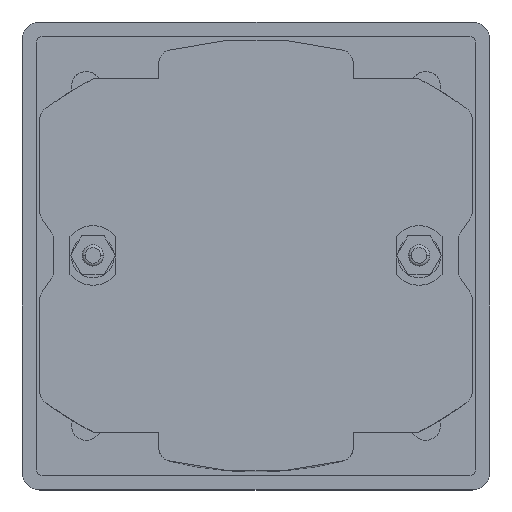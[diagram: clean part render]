
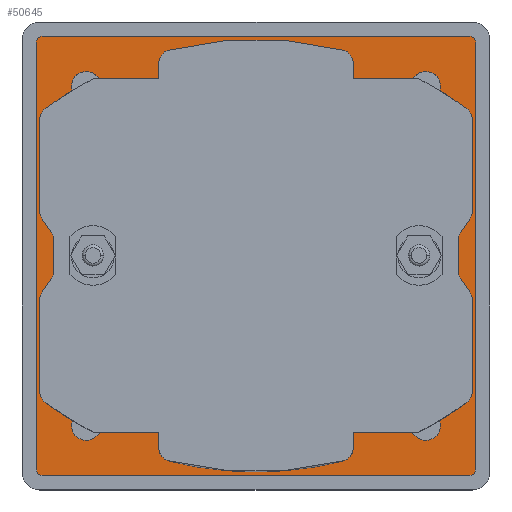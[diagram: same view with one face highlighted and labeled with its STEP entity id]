
A CAD part, top view. The second image highlights one B-rep face of the part: STEP entity #50645.
In plain terms, the highlighted planar face has unit normal (0, 0, 1).
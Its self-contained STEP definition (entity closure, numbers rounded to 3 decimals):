
#49328=CARTESIAN_POINT('',(54.971,40.035,
-35.929));
#49329=DIRECTION('',(0.,0.,-1.));
#49330=DIRECTION('',(0.,1.,0.));
#49331=AXIS2_PLACEMENT_3D('',#49328,#49329,#49330);
#49336=DIRECTION('',(0.,-1.,0.));
#49337=VECTOR('',#49336,60.18);
#49338=CARTESIAN_POINT('',(55.974,40.035,
-35.929));
#49339=LINE('',#49338,#49337);
#49343=CARTESIAN_POINT('',(54.971,-20.145,
-35.929));
#49344=DIRECTION('',(0.,0.,-1.));
#49345=DIRECTION('',(1.,0.,0.));
#49346=AXIS2_PLACEMENT_3D('',#49343,#49344,#49345);
#49351=DIRECTION('',(-1.,0.,0.));
#49352=VECTOR('',#49351,60.18);
#49353=CARTESIAN_POINT('',(54.971,-21.148,
-35.929));
#49354=LINE('',#49353,#49352);
#49358=CARTESIAN_POINT('',(-5.209,-20.145,
-35.929));
#49359=DIRECTION('',(0.,0.,-1.));
#49360=DIRECTION('',(0.,-1.,0.));
#49361=AXIS2_PLACEMENT_3D('',#49358,#49359,#49360);
#49366=DIRECTION('',(0.,1.,0.));
#49367=VECTOR('',#49366,60.18);
#49368=CARTESIAN_POINT('',(-6.212,-20.145,
-35.929));
#49369=LINE('',#49368,#49367);
#49373=CARTESIAN_POINT('',(-5.209,40.035,
-35.929));
#49374=DIRECTION('',(0.,0.,-1.));
#49375=DIRECTION('',(-1.,0.,0.));
#49376=AXIS2_PLACEMENT_3D('',#49373,#49374,#49375);
#49381=DIRECTION('',(1.,0.,0.));
#49382=VECTOR('',#49381,60.18);
#49383=CARTESIAN_POINT('',(-5.209,41.038,
-35.929));
#49384=LINE('',#49383,#49382);
#49388=CARTESIAN_POINT('',(24.881,9.945,
-35.929));
#49389=DIRECTION('',(0.,0.,1.));
#49390=DIRECTION('',(1.,0.,0.));
#49391=AXIS2_PLACEMENT_3D('',#49388,#49389,#49390);
#49396=CARTESIAN_POINT('',(24.881,9.945,
-35.929));
#49397=DIRECTION('',(0.,0.,1.));
#49398=DIRECTION('',(-1.,0.,0.));
#49399=AXIS2_PLACEMENT_3D('',#49396,#49397,#49398);
#49404=CARTESIAN_POINT('',(0.881,33.945,-35.929));
#49405=DIRECTION('',(0.,0.,1.));
#49406=DIRECTION('',(1.,0.,0.));
#49407=AXIS2_PLACEMENT_3D('',#49404,#49405,#49406);
#49412=CARTESIAN_POINT('',(0.881,33.945,-35.929));
#49413=DIRECTION('',(0.,0.,1.));
#49414=DIRECTION('',(-1.,0.,0.));
#49415=AXIS2_PLACEMENT_3D('',#49412,#49413,#49414);
#49420=CARTESIAN_POINT('',(48.881,33.945,
-35.929));
#49421=DIRECTION('',(0.,0.,1.));
#49422=DIRECTION('',(1.,0.,0.));
#49423=AXIS2_PLACEMENT_3D('',#49420,#49421,#49422);
#49428=CARTESIAN_POINT('',(48.881,33.945,
-35.929));
#49429=DIRECTION('',(0.,0.,1.));
#49430=DIRECTION('',(-1.,0.,0.));
#49431=AXIS2_PLACEMENT_3D('',#49428,#49429,#49430);
#49436=CARTESIAN_POINT('',(48.881,-14.055,
-35.929));
#49437=DIRECTION('',(0.,0.,1.));
#49438=DIRECTION('',(1.,0.,0.));
#49439=AXIS2_PLACEMENT_3D('',#49436,#49437,#49438);
#49444=CARTESIAN_POINT('',(48.881,-14.055,
-35.929));
#49445=DIRECTION('',(0.,0.,1.));
#49446=DIRECTION('',(-1.,0.,0.));
#49447=AXIS2_PLACEMENT_3D('',#49444,#49445,#49446);
#49452=CARTESIAN_POINT('',(0.881,-14.055,-35.929));
#49453=DIRECTION('',(0.,0.,1.));
#49454=DIRECTION('',(1.,0.,0.));
#49455=AXIS2_PLACEMENT_3D('',#49452,#49453,#49454);
#49460=CARTESIAN_POINT('',(0.881,-14.055,-35.929));
#49461=DIRECTION('',(0.,0.,1.));
#49462=DIRECTION('',(-1.,0.,0.));
#49463=AXIS2_PLACEMENT_3D('',#49460,#49461,#49462);
#50400=CARTESIAN_POINT('',(54.971,41.038,
-35.929));
#50401=CARTESIAN_POINT('',(55.974,40.035,
-35.929));
#50402=VERTEX_POINT('',#50400);
#50403=VERTEX_POINT('',#50401);
#50404=CARTESIAN_POINT('',(55.974,-20.145,
-35.929));
#50405=VERTEX_POINT('',#50404);
#50406=CARTESIAN_POINT('',(54.971,-21.148,
-35.929));
#50407=VERTEX_POINT('',#50406);
#50408=CARTESIAN_POINT('',(-5.209,-21.148,
-35.929));
#50409=VERTEX_POINT('',#50408);
#50410=CARTESIAN_POINT('',(-6.212,-20.145,
-35.929));
#50411=VERTEX_POINT('',#50410);
#50412=CARTESIAN_POINT('',(-6.212,40.035,
-35.929));
#50413=VERTEX_POINT('',#50412);
#50414=CARTESIAN_POINT('',(-5.209,41.038,
-35.929));
#50415=VERTEX_POINT('',#50414);
#50416=CARTESIAN_POINT('',(53.165,9.945,
-35.929));
#50417=CARTESIAN_POINT('',(-3.404,9.945,
-35.929));
#50418=VERTEX_POINT('',#50416);
#50419=VERTEX_POINT('',#50417);
#50420=CARTESIAN_POINT('',(2.981,33.945,
-35.929));
#50421=CARTESIAN_POINT('',(-1.219,33.945,
-35.929));
#50422=VERTEX_POINT('',#50420);
#50423=VERTEX_POINT('',#50421);
#50424=CARTESIAN_POINT('',(50.981,33.945,
-35.929));
#50425=CARTESIAN_POINT('',(46.781,33.945,
-35.929));
#50426=VERTEX_POINT('',#50424);
#50427=VERTEX_POINT('',#50425);
#50428=CARTESIAN_POINT('',(50.981,-14.055,
-35.929));
#50429=CARTESIAN_POINT('',(46.781,-14.055,
-35.929));
#50430=VERTEX_POINT('',#50428);
#50431=VERTEX_POINT('',#50429);
#50432=CARTESIAN_POINT('',(2.981,-14.055,
-35.929));
#50433=CARTESIAN_POINT('',(-1.219,-14.055,
-35.929));
#50434=VERTEX_POINT('',#50432);
#50435=VERTEX_POINT('',#50433);
#50592=CARTESIAN_POINT('',(57.98,43.044,
-35.929));
#50593=DIRECTION('',(0.,0.,1.));
#50594=DIRECTION('',(1.,0.,0.));
#50595=AXIS2_PLACEMENT_3D('',#50592,#50593,#50594);
#50596=PLANE('',#50595);
#50598=ORIENTED_EDGE('',*,*,#50597,.T.);
#50600=ORIENTED_EDGE('',*,*,#50599,.T.);
#50602=ORIENTED_EDGE('',*,*,#50601,.T.);
#50604=ORIENTED_EDGE('',*,*,#50603,.T.);
#50606=ORIENTED_EDGE('',*,*,#50605,.T.);
#50608=ORIENTED_EDGE('',*,*,#50607,.T.);
#50610=ORIENTED_EDGE('',*,*,#50609,.T.);
#50612=ORIENTED_EDGE('',*,*,#50611,.T.);
#50613=EDGE_LOOP('',(#50598,#50600,#50602,#50604,#50606,#50608,#50610,#50612));
#50614=FACE_OUTER_BOUND('',#50613,.F.);
#50616=ORIENTED_EDGE('',*,*,#50615,.T.);
#50618=ORIENTED_EDGE('',*,*,#50617,.T.);
#50619=EDGE_LOOP('',(#50616,#50618));
#50620=FACE_BOUND('',#50619,.F.);
#50622=ORIENTED_EDGE('',*,*,#50621,.T.);
#50624=ORIENTED_EDGE('',*,*,#50623,.T.);
#50625=EDGE_LOOP('',(#50622,#50624));
#50626=FACE_BOUND('',#50625,.F.);
#50628=ORIENTED_EDGE('',*,*,#50627,.T.);
#50630=ORIENTED_EDGE('',*,*,#50629,.T.);
#50631=EDGE_LOOP('',(#50628,#50630));
#50632=FACE_BOUND('',#50631,.F.);
#50634=ORIENTED_EDGE('',*,*,#50633,.T.);
#50636=ORIENTED_EDGE('',*,*,#50635,.T.);
#50637=EDGE_LOOP('',(#50634,#50636));
#50638=FACE_BOUND('',#50637,.F.);
#50640=ORIENTED_EDGE('',*,*,#50639,.T.);
#50642=ORIENTED_EDGE('',*,*,#50641,.T.);
#50643=EDGE_LOOP('',(#50640,#50642));
#50644=FACE_BOUND('',#50643,.F.);
#49332=CIRCLE('',#49331,1.003);
#49347=CIRCLE('',#49346,1.003);
#49362=CIRCLE('',#49361,1.003);
#49377=CIRCLE('',#49376,1.003);
#49392=CIRCLE('',#49391,28.285);
#49400=CIRCLE('',#49399,28.285);
#49408=CIRCLE('',#49407,2.1);
#49416=CIRCLE('',#49415,2.1);
#49424=CIRCLE('',#49423,2.1);
#49432=CIRCLE('',#49431,2.1);
#49440=CIRCLE('',#49439,2.1);
#49448=CIRCLE('',#49447,2.1);
#49456=CIRCLE('',#49455,2.1);
#49464=CIRCLE('',#49463,2.1);
#50597=EDGE_CURVE('',#50402,#50403,#49332,.T.);
#50599=EDGE_CURVE('',#50403,#50405,#49339,.T.);
#50601=EDGE_CURVE('',#50405,#50407,#49347,.T.);
#50603=EDGE_CURVE('',#50407,#50409,#49354,.T.);
#50605=EDGE_CURVE('',#50409,#50411,#49362,.T.);
#50607=EDGE_CURVE('',#50411,#50413,#49369,.T.);
#50609=EDGE_CURVE('',#50413,#50415,#49377,.T.);
#50611=EDGE_CURVE('',#50415,#50402,#49384,.T.);
#50615=EDGE_CURVE('',#50418,#50419,#49392,.T.);
#50617=EDGE_CURVE('',#50419,#50418,#49400,.T.);
#50621=EDGE_CURVE('',#50422,#50423,#49408,.T.);
#50623=EDGE_CURVE('',#50423,#50422,#49416,.T.);
#50627=EDGE_CURVE('',#50426,#50427,#49424,.T.);
#50629=EDGE_CURVE('',#50427,#50426,#49432,.T.);
#50633=EDGE_CURVE('',#50430,#50431,#49440,.T.);
#50635=EDGE_CURVE('',#50431,#50430,#49448,.T.);
#50639=EDGE_CURVE('',#50434,#50435,#49456,.T.);
#50641=EDGE_CURVE('',#50435,#50434,#49464,.T.);
#50645=ADVANCED_FACE('',(#50614,#50620,#50626,#50632,#50638,#50644),#50596,.T.);
